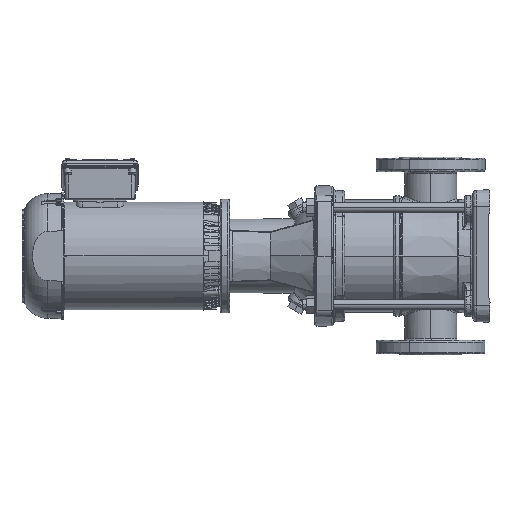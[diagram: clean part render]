
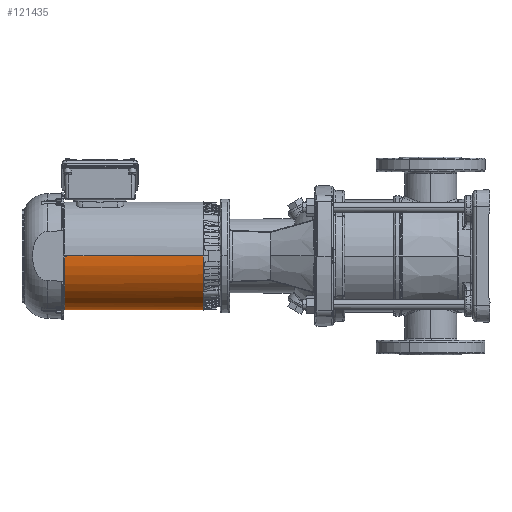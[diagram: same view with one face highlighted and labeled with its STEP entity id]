
A CAD part, left-side view. The second image highlights one B-rep face of the part: STEP entity #121435.
In plain terms, the highlighted cylindrical face has radius 81.875 mm (diameter 163.75 mm), a partial arc.
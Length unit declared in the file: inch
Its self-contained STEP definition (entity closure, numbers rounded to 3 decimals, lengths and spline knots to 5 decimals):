
#946 = EDGE_CURVE ( 'NONE', #13612, #51472, #100373, .T. ) ;
#2198 = CARTESIAN_POINT ( 'NONE',  ( -4.11948, -1.65737, -2.90476 ) ) ;
#8140 = VECTOR ( 'NONE', #14168, 39.37008 ) ;
#9972 = CARTESIAN_POINT ( 'NONE',  ( -3.98164, -3.46735, -0.05906 ) ) ;
#13133 = EDGE_CURVE ( 'NONE', #40214, #66298, #44437, .T. ) ;
#13612 = VERTEX_POINT ( 'NONE', #58480 ) ;
#14168 = DIRECTION ( 'NONE',  ( -1., 0., 0. ) ) ;
#14267 = CARTESIAN_POINT ( 'NONE',  ( -3.98164, -0.24447, 0. ) ) ;
#14369 = EDGE_CURVE ( 'NONE', #66298, #13612, #51612, .T. ) ;
#14619 = CARTESIAN_POINT ( 'NONE',  ( 25.43877, -0.24447, 0. ) ) ;
#14977 = DIRECTION ( 'NONE',  ( 1., 0., 0. ) ) ;
#23022 = CARTESIAN_POINT ( 'NONE',  ( -4.11948, -3.46745, -0.05906 ) ) ;
#24505 = VECTOR ( 'NONE', #91780, 39.37008 ) ;
#25146 = CARTESIAN_POINT ( 'NONE',  ( -4.11948, -1.07068, -3.12271 ) ) ;
#27479 = DIRECTION ( 'NONE',  ( -1., 0., 0. ) ) ;
#32240 = EDGE_LOOP ( 'NONE', ( #87611, #126382, #139866, #54527, #113838, #77034 ) ) ;
#32607 = VERTEX_POINT ( 'NONE', #140321 ) ;
#35908 = CARTESIAN_POINT ( 'NONE',  ( -4.11948, -1.27136, -3.06259 ) ) ;
#37326 = CARTESIAN_POINT ( 'NONE',  ( -4.11948, -3.28773, -1.08283 ) ) ;
#40214 = VERTEX_POINT ( 'NONE', #46284 ) ;
#44437 = CIRCLE ( 'NONE', #51255, 3.22343 ) ;
#45924 = CARTESIAN_POINT ( 'NONE',  ( -4.11948, -0.24447, -3.22352 ) ) ;
#46284 = CARTESIAN_POINT ( 'NONE',  ( -3.98164, -3.46789, 0. ) ) ;
#47112 = LINE ( 'NONE', #123123, #8140 ) ;
#47338 = CARTESIAN_POINT ( 'NONE',  ( -4.11948, -1.84269, -2.80707 ) ) ;
#48045 = CARTESIAN_POINT ( 'NONE',  ( -4.11948, -3.35152, -0.88329 ) ) ;
#51014 = DIRECTION ( 'NONE',  ( 1., 0., 0. ) ) ;
#51255 = AXIS2_PLACEMENT_3D ( 'NONE', #14267, #14977, #90265 ) ;
#51472 = VERTEX_POINT ( 'NONE', #82109 ) ;
#51612 = LINE ( 'NONE', #96791, #131664 ) ;
#54527 = ORIENTED_EDGE ( 'NONE', *, *, #13133, .T. ) ;
#54736 = CARTESIAN_POINT ( 'NONE',  ( 4.14824, -3.46789, 0. ) ) ;
#56152 = EDGE_CURVE ( 'NONE', #61532, #32607, #131925, .T. ) ;
#58069 = CARTESIAN_POINT ( 'NONE',  ( -4.11948, -2.35401, -2.44617 ) ) ;
#58231 = EDGE_CURVE ( 'NONE', #32607, #51472, #47112, .T. ) ;
#58292 = FACE_OUTER_BOUND ( 'NONE', #32240, .T. ) ;
#58480 = CARTESIAN_POINT ( 'NONE',  ( -4.11948, -3.46745, -0.05906 ) ) ;
#58782 = CARTESIAN_POINT ( 'NONE',  ( -4.11948, -0.66149, -3.20313 ) ) ;
#59711 = CYLINDRICAL_SURFACE ( 'NONE', #77426, 3.22343 ) ;
#61532 = VERTEX_POINT ( 'NONE', #54736 ) ;
#65213 = DIRECTION ( 'NONE',  ( -1., 0., 0. ) ) ;
#66298 = VERTEX_POINT ( 'NONE', #9972 ) ;
#66743 = CARTESIAN_POINT ( 'NONE',  ( -4.11948, -0.45298, -3.22343 ) ) ;
#68156 = CARTESIAN_POINT ( 'NONE',  ( -4.11948, -2.19101, -2.57777 ) ) ;
#77034 = ORIENTED_EDGE ( 'NONE', *, *, #946, .T. ) ;
#77426 = AXIS2_PLACEMENT_3D ( 'NONE', #14619, #27479, #135781 ) ;
#79642 = CARTESIAN_POINT ( 'NONE',  ( -4.11948, -3.02179, -1.64938 ) ) ;
#82109 = CARTESIAN_POINT ( 'NONE',  ( -4.11948, -0.24447, -3.22352 ) ) ;
#87611 = ORIENTED_EDGE ( 'NONE', *, *, #58231, .F. ) ;
#90265 = DIRECTION ( 'NONE',  ( 0., 0., -1. ) ) ;
#90391 = CARTESIAN_POINT ( 'NONE',  ( -4.11948, -3.43942, -0.47563 ) ) ;
#91780 = DIRECTION ( 'NONE',  ( 1., 0., 0. ) ) ;
#93012 = AXIS2_PLACEMENT_3D ( 'NONE', #104142, #51014, #106255 ) ;
#96791 = CARTESIAN_POINT ( 'NONE',  ( -3.98164, -3.46735, -0.05906 ) ) ;
#100373 = B_SPLINE_CURVE_WITH_KNOTS ( 'NONE', 3,
 ( #23022, #100440, #90391, #48045, #37326, #134135, #79642, #121938, #102572, #58069, #68156, #47338, #2198, #35908, #25146, #58782, #66743, #45924 ),
 .UNSPECIFIED., .F., .F.,
 ( 4, 2, 2, 2, 2, 2, 2, 2, 4 ),
 ( 0., 0.125, 0.25, 0.375, 0.5, 0.625, 0.75, 0.875, 1. ),
 .UNSPECIFIED. ) ;
#100440 = CARTESIAN_POINT ( 'NONE',  ( -4.11948, -3.46353, -0.26753 ) ) ;
#102572 = CARTESIAN_POINT ( 'NONE',  ( -4.11948, -2.65158, -2.15401 ) ) ;
#104142 = CARTESIAN_POINT ( 'NONE',  ( 4.14824, -0.24447, 0. ) ) ;
#106255 = DIRECTION ( 'NONE',  ( 0., 1., 0. ) ) ;
#113838 = ORIENTED_EDGE ( 'NONE', *, *, #14369, .T. ) ;
#115403 = CARTESIAN_POINT ( 'NONE',  ( 25.43877, -3.46789, 0. ) ) ;
#119239 = EDGE_CURVE ( 'NONE', #40214, #61532, #126152, .T. ) ;
#121435 = ADVANCED_FACE ( 'NONE', ( #58292 ), #59711, .T. ) ;
#121938 = CARTESIAN_POINT ( 'NONE',  ( -4.11948, -2.78614, -1.99345 ) ) ;
#123123 = CARTESIAN_POINT ( 'NONE',  ( 25.43877, -0.24447, -3.22343 ) ) ;
#126152 = LINE ( 'NONE', #115403, #24505 ) ;
#126382 = ORIENTED_EDGE ( 'NONE', *, *, #56152, .F. ) ;
#131664 = VECTOR ( 'NONE', #65213, 39.37008 ) ;
#131925 = CIRCLE ( 'NONE', #93012, 3.22343 ) ;
#134135 = CARTESIAN_POINT ( 'NONE',  ( -4.11948, -3.12286, -1.46588 ) ) ;
#135781 = DIRECTION ( 'NONE',  ( 0., 0., 1. ) ) ;
#139866 = ORIENTED_EDGE ( 'NONE', *, *, #119239, .F. ) ;
#140321 = CARTESIAN_POINT ( 'NONE',  ( 4.14824, -0.24447, -3.22343 ) ) ;
